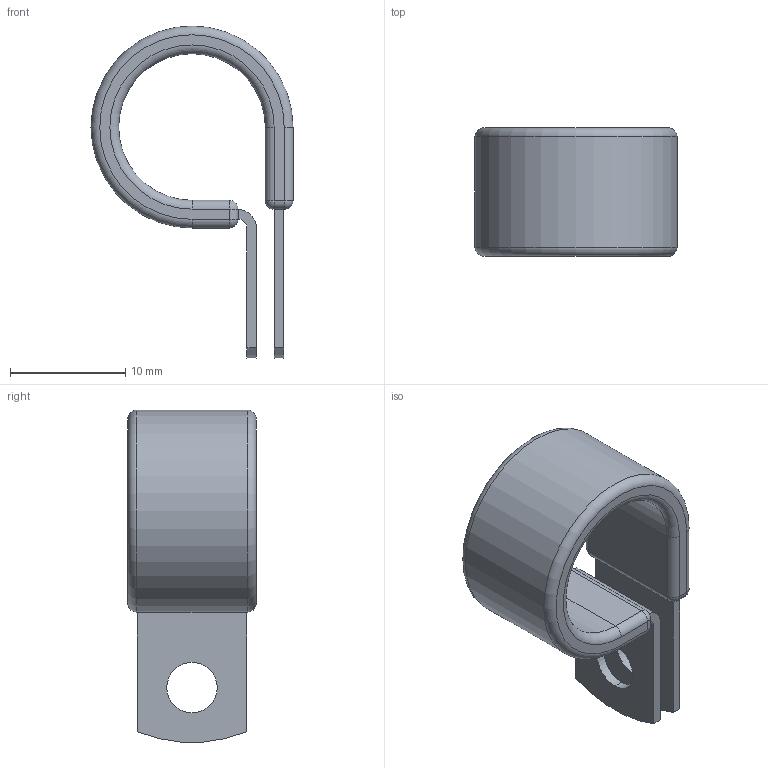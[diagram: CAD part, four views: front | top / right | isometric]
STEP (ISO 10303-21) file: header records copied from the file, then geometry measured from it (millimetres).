
FILE_DESCRIPTION (( 'STEP AP214' ), '1' );
FILE_NAME ('CWV 0905Z2 REV 1.step', '2022-08-29T17:29:29', ( '' ), ( '' ), 'SwSTEP 2.0', 'SolidWorks 2021', '' );
FILE_SCHEMA (( 'AUTOMOTIVE_DESIGN' ));
Length unit declared in the file: inch
Products named in the file (1): CWV 0905Z2 REV 1
Bounding box: 17.5 x 11.11 x 28.75 mm (x, y, z)
Volume: 1389.3 mm3; surface area: 1723.4 mm2
Topology: 1 solids, 1 shells, 57 faces, 133 edges, 72 vertices
Faces by surface type: cylinder 26, plane 19, sphere 8, torus 4
Entity records: 2127 total; most frequent: DIRECTION 298, CARTESIAN_POINT 258, ORIENTED_EDGE 250, EDGE_CURVE 125, AXIS2_PLACEMENT_3D 116, VERTEX_POINT 72, LINE 66, VECTOR 66
